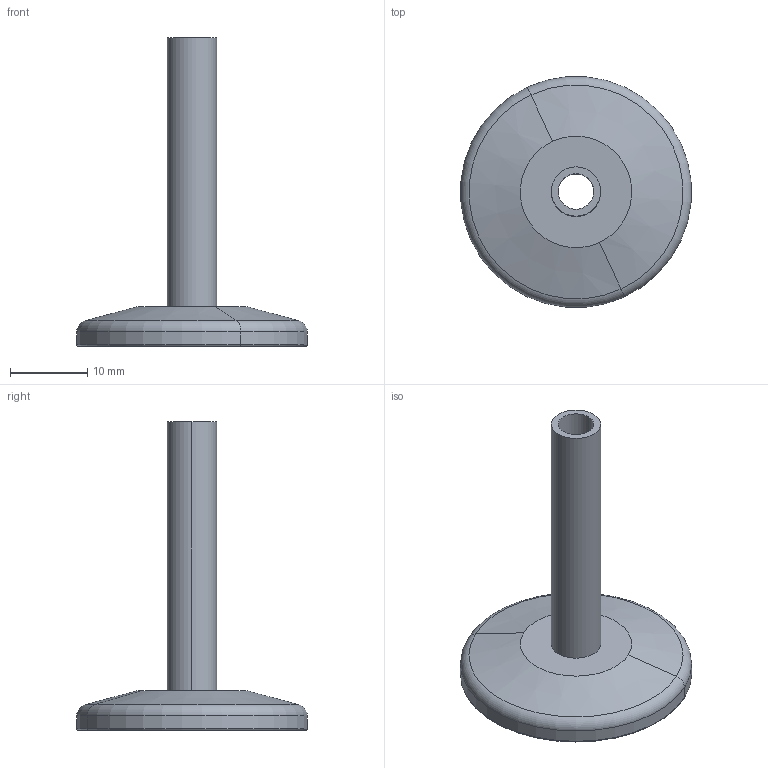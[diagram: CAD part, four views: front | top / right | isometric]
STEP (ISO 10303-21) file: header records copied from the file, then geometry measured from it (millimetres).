
FILE_DESCRIPTION (( 'STEP AP214' ), '1' );
FILE_NAME ('Hositrad_KO16-6.STEP', '2017-05-29T08:05:36', ( 'Gebruiker' ), ( '' ), 'SwSTEP 2.0', 'SolidWorks 2017', '' );
FILE_SCHEMA (( 'AUTOMOTIVE_DESIGN' ));
Length unit declared in the file: millimetre
Products named in the file (3): KF16-19WS_KF16-6; KF-Full&half-Nipple-Tube-All_KO16-6; Hositrad_KO16-6
Assembly tree (2 placements, depth 2):
  Hositrad_KO16-6
    KF-Full&half-Nipple-Tube-All_KO16-6
    KF16-19WS_KF16-6
Bounding box: 29.89 x 29.89 x 40 mm (x, y, z)
Volume: 3105.8 mm3; surface area: 3240.9 mm2
Topology: 2 solids, 2 shells, 29 faces, 58 edges, 36 vertices
Faces by surface type: cylinder 14, plane 7, torus 4, cone 4
Entity records: 886 total; most frequent: DIRECTION 166, CARTESIAN_POINT 128, ORIENTED_EDGE 116, AXIS2_PLACEMENT_3D 74, EDGE_CURVE 58, CIRCLE 40, EDGE_LOOP 36, VERTEX_POINT 36
